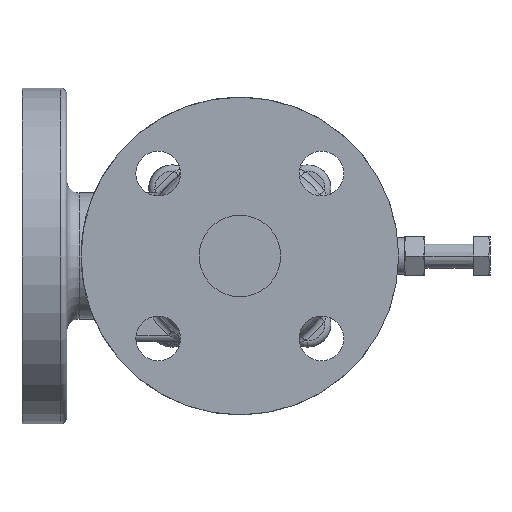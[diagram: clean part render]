
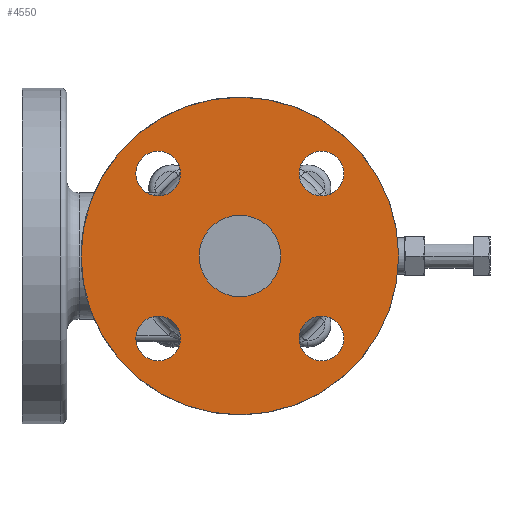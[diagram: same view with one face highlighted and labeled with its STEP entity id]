
A CAD part, left-side view. The second image highlights one B-rep face of the part: STEP entity #4550.
In plain terms, the highlighted planar face has unit normal (-1, 0, 0).
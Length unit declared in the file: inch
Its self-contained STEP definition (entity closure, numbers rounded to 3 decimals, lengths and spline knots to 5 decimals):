
#182 = EDGE_CURVE ( 'NONE', #24721, #39669, #37858, .T. ) ;
#488 = EDGE_CURVE ( 'NONE', #17378, #33277, #13538, .T. ) ;
#576 = ORIENTED_EDGE ( 'NONE', *, *, #2411, .T. ) ;
#729 = DIRECTION ( 'NONE',  ( -1., 0., 0. ) ) ;
#1260 = FACE_BOUND ( 'NONE', #25609, .T. ) ;
#1648 = CIRCLE ( 'NONE', #4245, 0.43307 ) ;
#1703 = AXIS2_PLACEMENT_3D ( 'NONE', #22229, #3690, #25349 ) ;
#2398 = DIRECTION ( 'NONE',  ( 0., -1., 0. ) ) ;
#2411 = EDGE_CURVE ( 'NONE', #39669, #24721, #16111, .T. ) ;
#2422 = VERTEX_POINT ( 'NONE', #6798 ) ;
#3383 = VERTEX_POINT ( 'NONE', #12303 ) ;
#3690 = DIRECTION ( 'NONE',  ( -1., 0., 0. ) ) ;
#3788 = CIRCLE ( 'NONE', #1703, 0.43307 ) ;
#4049 = EDGE_LOOP ( 'NONE', ( #17114, #27797 ) ) ;
#4117 = CARTESIAN_POINT ( 'NONE',  ( -5.23622, 0., 0. ) ) ;
#4245 = AXIS2_PLACEMENT_3D ( 'NONE', #8482, #30148, #11578 ) ;
#4275 = CARTESIAN_POINT ( 'NONE',  ( -5.23622, 0.7874, 0. ) ) ;
#4550 = ADVANCED_FACE ( 'NONE', ( #9571, #1260, #33280, #25012, #16783, #8577 ), #9044, .T. ) ;
#4786 = CIRCLE ( 'NONE', #30615, 0.43307 ) ;
#5234 = VERTEX_POINT ( 'NONE', #10046 ) ;
#5447 = CARTESIAN_POINT ( 'NONE',  ( -5.23622, 2.01162, -1.59504 ) ) ;
#5925 = AXIS2_PLACEMENT_3D ( 'NONE', #34740, #16149, #37877 ) ;
#6069 = CARTESIAN_POINT ( 'NONE',  ( -5.23622, -3.07087, 0. ) ) ;
#6540 = VERTEX_POINT ( 'NONE', #4275 ) ;
#6798 = CARTESIAN_POINT ( 'NONE',  ( -5.23622, -0.7874, 0. ) ) ;
#7270 = DIRECTION ( 'NONE',  ( 0., -1., 0. ) ) ;
#7492 = CARTESIAN_POINT ( 'NONE',  ( -5.23622, -2.01162, 1.59504 ) ) ;
#7690 = CIRCLE ( 'NONE', #21335, 0.7874 ) ;
#7906 = EDGE_CURVE ( 'NONE', #18397, #9234, #20735, .T. ) ;
#8297 = CARTESIAN_POINT ( 'NONE',  ( -5.23622, 0., 0. ) ) ;
#8482 = CARTESIAN_POINT ( 'NONE',  ( -5.23622, 1.57855, -1.59504 ) ) ;
#8577 = FACE_OUTER_BOUND ( 'NONE', #31851, .T. ) ;
#8678 = EDGE_CURVE ( 'NONE', #2422, #6540, #24487, .T. ) ;
#9044 = PLANE ( 'NONE',  #20104 ) ;
#9177 = DIRECTION ( 'NONE',  ( 0., -1., 0. ) ) ;
#9234 = VERTEX_POINT ( 'NONE', #9356 ) ;
#9356 = CARTESIAN_POINT ( 'NONE',  ( -5.23622, 2.01162, 1.59504 ) ) ;
#9571 = FACE_BOUND ( 'NONE', #28931, .T. ) ;
#10046 = CARTESIAN_POINT ( 'NONE',  ( -5.23622, -1.14548, -1.59504 ) ) ;
#10395 = EDGE_CURVE ( 'NONE', #6540, #2422, #7690, .T. ) ;
#11055 = CIRCLE ( 'NONE', #5925, 0.43307 ) ;
#11389 = DIRECTION ( 'NONE',  ( 0., -1., 0. ) ) ;
#11578 = DIRECTION ( 'NONE',  ( 0., -1., 0. ) ) ;
#11794 = CARTESIAN_POINT ( 'NONE',  ( -5.23622, -1.57855, 1.59504 ) ) ;
#12303 = CARTESIAN_POINT ( 'NONE',  ( -5.23622, -1.14548, 1.59504 ) ) ;
#12423 = CARTESIAN_POINT ( 'NONE',  ( -5.23622, -3.07087, 0. ) ) ;
#12834 = DIRECTION ( 'NONE',  ( -1., 0., 0. ) ) ;
#13184 = ORIENTED_EDGE ( 'NONE', *, *, #17427, .F. ) ;
#13538 = CIRCLE ( 'NONE', #26613, 0.43307 ) ;
#14100 = EDGE_CURVE ( 'NONE', #23887, #3383, #4786, .T. ) ;
#14915 = DIRECTION ( 'NONE',  ( 0., -1., 0. ) ) ;
#15724 = AXIS2_PLACEMENT_3D ( 'NONE', #17991, #12834, #17709 ) ;
#16008 = CARTESIAN_POINT ( 'NONE',  ( -5.23622, 3.07087, 0. ) ) ;
#16106 = CARTESIAN_POINT ( 'NONE',  ( -5.23622, 0., 0. ) ) ;
#16111 = CIRCLE ( 'NONE', #33807, 3.07087 ) ;
#16149 = DIRECTION ( 'NONE',  ( -1., 0., 0. ) ) ;
#16783 = FACE_BOUND ( 'NONE', #4049, .T. ) ;
#16937 = CARTESIAN_POINT ( 'NONE',  ( -5.23622, -1.57855, 1.59504 ) ) ;
#17114 = ORIENTED_EDGE ( 'NONE', *, *, #8678, .F. ) ;
#17378 = VERTEX_POINT ( 'NONE', #5447 ) ;
#17427 = EDGE_CURVE ( 'NONE', #3383, #23887, #28490, .T. ) ;
#17709 = DIRECTION ( 'NONE',  ( 0., -1., 0. ) ) ;
#17991 = CARTESIAN_POINT ( 'NONE',  ( -5.23622, 0., 0. ) ) ;
#18064 = DIRECTION ( 'NONE',  ( -1., 0., 0. ) ) ;
#18397 = VERTEX_POINT ( 'NONE', #37780 ) ;
#18412 = DIRECTION ( 'NONE',  ( -1., 0., 0. ) ) ;
#18875 = EDGE_LOOP ( 'NONE', ( #26821, #21989 ) ) ;
#18881 = CARTESIAN_POINT ( 'NONE',  ( -5.23622, 1.14548, -1.59504 ) ) ;
#19225 = DIRECTION ( 'NONE',  ( 0., -1., 0. ) ) ;
#19296 = CARTESIAN_POINT ( 'NONE',  ( -5.23622, -1.57855, -1.59504 ) ) ;
#20032 = DIRECTION ( 'NONE',  ( 0., -1., 0. ) ) ;
#20104 = AXIS2_PLACEMENT_3D ( 'NONE', #6069, #27718, #9177 ) ;
#20735 = CIRCLE ( 'NONE', #23253, 0.43307 ) ;
#21113 = EDGE_CURVE ( 'NONE', #33277, #17378, #1648, .T. ) ;
#21335 = AXIS2_PLACEMENT_3D ( 'NONE', #4117, #25769, #7270 ) ;
#21371 = ORIENTED_EDGE ( 'NONE', *, *, #29376, .F. ) ;
#21989 = ORIENTED_EDGE ( 'NONE', *, *, #488, .F. ) ;
#22229 = CARTESIAN_POINT ( 'NONE',  ( -5.23622, 1.57855, 1.59504 ) ) ;
#22405 = DIRECTION ( 'NONE',  ( 0., -1., 0. ) ) ;
#22836 = ORIENTED_EDGE ( 'NONE', *, *, #7906, .F. ) ;
#22900 = ORIENTED_EDGE ( 'NONE', *, *, #182, .T. ) ;
#23253 = AXIS2_PLACEMENT_3D ( 'NONE', #36622, #18064, #39758 ) ;
#23729 = CIRCLE ( 'NONE', #27685, 0.43307 ) ;
#23887 = VERTEX_POINT ( 'NONE', #7492 ) ;
#24487 = CIRCLE ( 'NONE', #27751, 0.7874 ) ;
#24721 = VERTEX_POINT ( 'NONE', #12423 ) ;
#25012 = FACE_BOUND ( 'NONE', #18875, .T. ) ;
#25284 = ORIENTED_EDGE ( 'NONE', *, *, #14100, .F. ) ;
#25349 = DIRECTION ( 'NONE',  ( 0., -1., 0. ) ) ;
#25609 = EDGE_LOOP ( 'NONE', ( #22836, #21371 ) ) ;
#25769 = DIRECTION ( 'NONE',  ( -1., 0., 0. ) ) ;
#26613 = AXIS2_PLACEMENT_3D ( 'NONE', #36845, #18412, #2398 ) ;
#26821 = ORIENTED_EDGE ( 'NONE', *, *, #21113, .F. ) ;
#27685 = AXIS2_PLACEMENT_3D ( 'NONE', #19296, #729, #22405 ) ;
#27718 = DIRECTION ( 'NONE',  ( -1., 0., 0. ) ) ;
#27751 = AXIS2_PLACEMENT_3D ( 'NONE', #8297, #29963, #11389 ) ;
#27797 = ORIENTED_EDGE ( 'NONE', *, *, #10395, .F. ) ;
#28490 = CIRCLE ( 'NONE', #36012, 0.43307 ) ;
#28851 = EDGE_CURVE ( 'NONE', #5234, #32584, #23729, .T. ) ;
#28931 = EDGE_LOOP ( 'NONE', ( #25284, #13184 ) ) ;
#29376 = EDGE_CURVE ( 'NONE', #9234, #18397, #3788, .T. ) ;
#29446 = EDGE_CURVE ( 'NONE', #32584, #5234, #11055, .T. ) ;
#29963 = DIRECTION ( 'NONE',  ( -1., 0., 0. ) ) ;
#30148 = DIRECTION ( 'NONE',  ( -1., 0., 0. ) ) ;
#30615 = AXIS2_PLACEMENT_3D ( 'NONE', #16937, #38652, #20032 ) ;
#30752 = ORIENTED_EDGE ( 'NONE', *, *, #28851, .F. ) ;
#31851 = EDGE_LOOP ( 'NONE', ( #22900, #576 ) ) ;
#32050 = ORIENTED_EDGE ( 'NONE', *, *, #29446, .F. ) ;
#32212 = EDGE_LOOP ( 'NONE', ( #32050, #30752 ) ) ;
#32584 = VERTEX_POINT ( 'NONE', #35899 ) ;
#33277 = VERTEX_POINT ( 'NONE', #18881 ) ;
#33280 = FACE_BOUND ( 'NONE', #32212, .T. ) ;
#33507 = DIRECTION ( 'NONE',  ( -1., 0., 0. ) ) ;
#33807 = AXIS2_PLACEMENT_3D ( 'NONE', #16106, #37821, #19225 ) ;
#34740 = CARTESIAN_POINT ( 'NONE',  ( -5.23622, -1.57855, -1.59504 ) ) ;
#35899 = CARTESIAN_POINT ( 'NONE',  ( -5.23622, -2.01162, -1.59504 ) ) ;
#36012 = AXIS2_PLACEMENT_3D ( 'NONE', #11794, #33507, #14915 ) ;
#36622 = CARTESIAN_POINT ( 'NONE',  ( -5.23622, 1.57855, 1.59504 ) ) ;
#36845 = CARTESIAN_POINT ( 'NONE',  ( -5.23622, 1.57855, -1.59504 ) ) ;
#37780 = CARTESIAN_POINT ( 'NONE',  ( -5.23622, 1.14548, 1.59504 ) ) ;
#37821 = DIRECTION ( 'NONE',  ( -1., 0., 0. ) ) ;
#37858 = CIRCLE ( 'NONE', #15724, 3.07087 ) ;
#37877 = DIRECTION ( 'NONE',  ( 0., -1., 0. ) ) ;
#38652 = DIRECTION ( 'NONE',  ( -1., 0., 0. ) ) ;
#39669 = VERTEX_POINT ( 'NONE', #16008 ) ;
#39758 = DIRECTION ( 'NONE',  ( 0., -1., 0. ) ) ;
